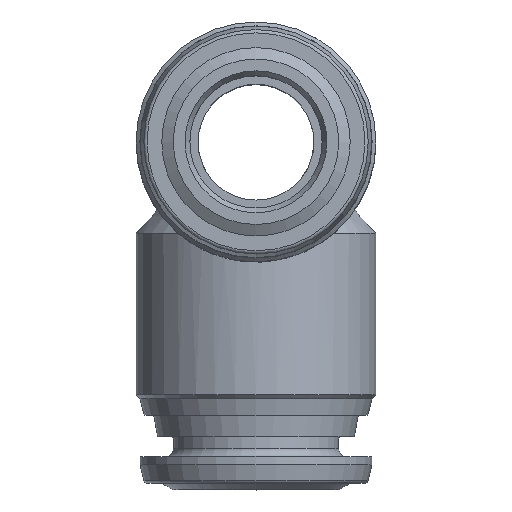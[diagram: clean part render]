
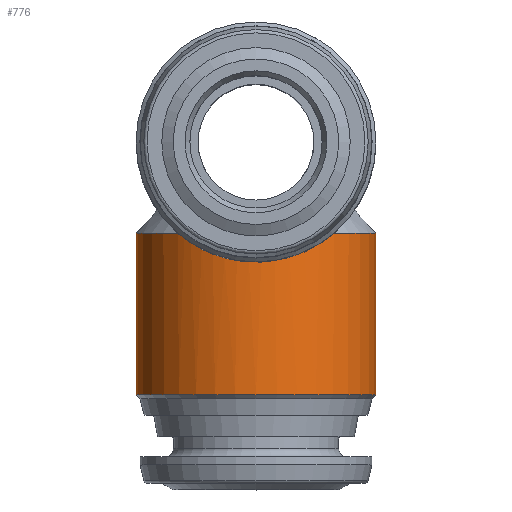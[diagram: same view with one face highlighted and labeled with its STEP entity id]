
A CAD part, top view. The second image highlights one B-rep face of the part: STEP entity #776.
In plain terms, the highlighted cylindrical face has radius 7.25 mm (diameter 14.5 mm), a full revolution.
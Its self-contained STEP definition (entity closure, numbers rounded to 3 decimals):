
#87=ELLIPSE('',#839,10.253,7.25);
#88=ELLIPSE('',#843,10.253,7.25);
#191=ORIENTED_EDGE('',*,*,#311,.F.);
#192=ORIENTED_EDGE('',*,*,#309,.T.);
#193=ORIENTED_EDGE('',*,*,#275,.T.);
#194=ORIENTED_EDGE('',*,*,#310,.T.);
#195=ORIENTED_EDGE('',*,*,#278,.T.);
#275=EDGE_CURVE('',#343,#342,#87,.T.);
#278=EDGE_CURVE('',#352,#351,#88,.F.);
#309=EDGE_CURVE('',#351,#343,#447,.T.);
#310=EDGE_CURVE('',#342,#352,#448,.T.);
#311=EDGE_CURVE('',#383,#383,#449,.T.);
#342=VERTEX_POINT('',#1266);
#343=VERTEX_POINT('',#1268);
#351=VERTEX_POINT('',#1297);
#352=VERTEX_POINT('',#1299);
#383=VERTEX_POINT('',#1406);
#447=CIRCLE('',#905,7.25);
#448=CIRCLE('',#907,7.25);
#449=CIRCLE('',#909,7.25);
#542=EDGE_LOOP('',(#191));
#543=EDGE_LOOP('',(#192,#193,#194,#195));
#666=FACE_BOUND('',#542,.T.);
#667=FACE_BOUND('',#543,.T.);
#730=CYLINDRICAL_SURFACE('',#908,7.25);
#776=ADVANCED_FACE('',(#666,#667),#730,.T.);
#839=AXIS2_PLACEMENT_3D('',#1305,#1006,#1007);
#843=AXIS2_PLACEMENT_3D('',#1311,#1014,#1015);
#905=AXIS2_PLACEMENT_3D('',#1401,#1138,#1139);
#907=AXIS2_PLACEMENT_3D('',#1403,#1142,#1143);
#908=AXIS2_PLACEMENT_3D('',#1404,#1144,#1145);
#909=AXIS2_PLACEMENT_3D('',#1405,#1146,#1147);
#1006=DIRECTION('',(0.,-0.707,-0.707));
#1007=DIRECTION('',(0.,0.707,-0.707));
#1014=DIRECTION('',(0.,0.707,-0.707));
#1015=DIRECTION('',(0.,-0.707,-0.707));
#1138=DIRECTION('',(0.,-1.,0.));
#1139=DIRECTION('',(0.,0.,-1.));
#1142=DIRECTION('',(0.,-1.,0.));
#1143=DIRECTION('',(0.,0.,-1.));
#1144=DIRECTION('',(0.,-1.,0.));
#1145=DIRECTION('',(0.,0.,-1.));
#1146=DIRECTION('',(0.,-1.,0.));
#1147=DIRECTION('',(0.,0.,-1.));
#1266=CARTESIAN_POINT('',(-4.724,15.5,5.5));
#1268=CARTESIAN_POINT('',(4.724,15.5,5.5));
#1297=CARTESIAN_POINT('',(4.724,15.5,-5.5));
#1299=CARTESIAN_POINT('',(-4.724,15.5,-5.5));
#1305=CARTESIAN_POINT('',(0.,21.,0.));
#1311=CARTESIAN_POINT('',(0.,21.,0.));
#1401=CARTESIAN_POINT('',(0.,15.5,0.));
#1403=CARTESIAN_POINT('',(0.,15.5,0.));
#1404=CARTESIAN_POINT('',(0.,0.,0.));
#1405=CARTESIAN_POINT('',(0.,5.732,0.));
#1406=CARTESIAN_POINT('',(0.,5.732,-7.25));
